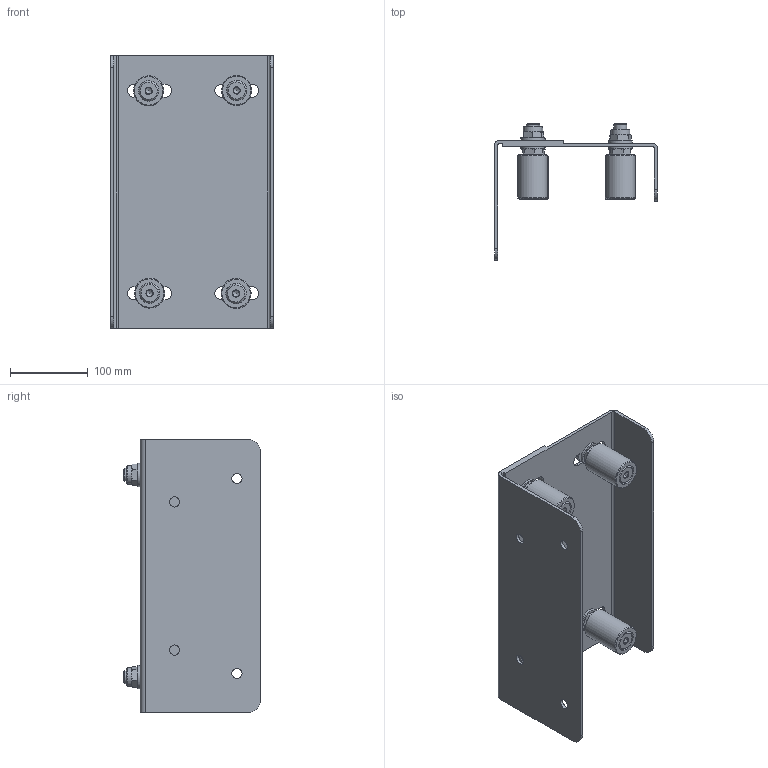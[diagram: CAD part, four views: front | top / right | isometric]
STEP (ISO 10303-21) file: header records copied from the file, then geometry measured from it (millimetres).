
FILE_DESCRIPTION(/* description */ (''),/* implementation_level */ '2;1');
FILE_NAME(/* name */ '11310005 001_Shrinkwrap_1.stp',/* time_stamp */ '2021-02-26T09:11:52+01:00',/* author */ ('Bizzotto S'),/* organization */ (''),/* preprocessor_version */ 'ST-DEVELOPER v17.2',/* originating_system */ 'Autodesk Inventor 2019',/* authorisation */ '');
FILE_SCHEMA (('AUTOMOTIVE_DESIGN { 1 0 10303 214 3 1 1 }'));
Length unit declared in the file: millimetre
Products named in the file (1): 11310005  001_Shrinkwrap_1
Bounding box: 209 x 175.3 x 350 mm (x, y, z)
Volume: 1009900.7 mm3; surface area: 359456.7 mm2
Topology: 1 solids, 1 shells, 589 faces, 1570 edges, 1010 vertices
Faces by surface type: plane 397, cone 104, cylinder 80, bspline 8
Full cylindrical faces by diameter (mm): 13 x4, 16 x8, 17 x8, 24 x4, 26 x4, 26.3 x4, 30 x8, 38.5 x4
Entity records: 18723 total; most frequent: CARTESIAN_POINT 3747, ORIENTED_EDGE 3138, DIRECTION 2888, EDGE_CURVE 1569, VERTEX_POINT 1010, AXIS2_PLACEMENT_3D 982, LINE 924, VECTOR 924
